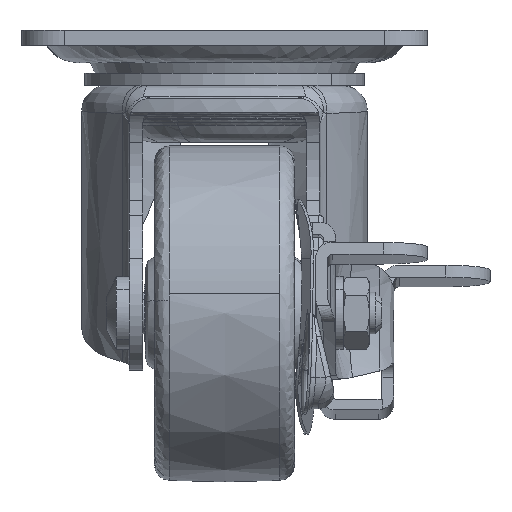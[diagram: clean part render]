
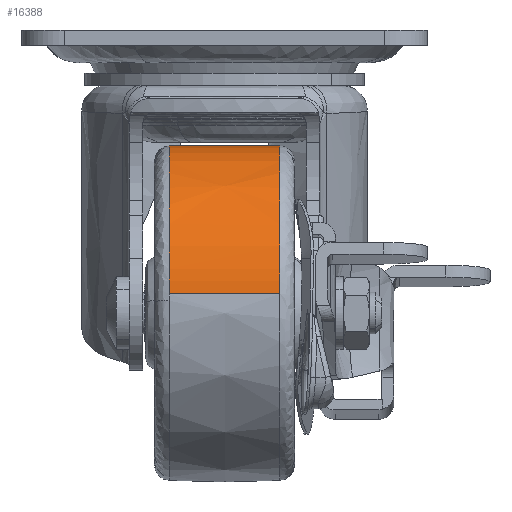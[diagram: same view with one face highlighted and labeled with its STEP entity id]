
A CAD part, left-side view. The second image highlights one B-rep face of the part: STEP entity #16388.
In plain terms, the highlighted free-form (B-spline) face has degree [2, 2] with [3, 3] control points.
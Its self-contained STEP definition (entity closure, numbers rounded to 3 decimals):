
#15094=CARTESIAN_POINT('',(0.0,-10.66,-22.284));
#15095=VERTEX_POINT('',#15094);
#15104=CARTESIAN_POINT('',(-32.,-10.66,-50.78));
#15105=VERTEX_POINT('',#15104);
#15106=CARTESIAN_POINT('',(0.0,-10.66,-22.284));
#15107=CARTESIAN_POINT('',(-1.587,-10.66,-22.284));
#15108=CARTESIAN_POINT('',(-5.127,-10.66,-22.546));
#15109=CARTESIAN_POINT('',(-10.665,-10.66,-23.894));
#15110=CARTESIAN_POINT('',(-16.02,-10.66,-26.344));
#15111=CARTESIAN_POINT('',(-20.083,-10.66,-29.19));
#15112=CARTESIAN_POINT('',(-23.552,-10.66,-32.369));
#15113=CARTESIAN_POINT('',(-26.37,-10.66,-35.764));
#15114=CARTESIAN_POINT('',(-28.714,-10.66,-39.708));
#15115=CARTESIAN_POINT('',(-30.816,-10.66,-44.528));
#15116=CARTESIAN_POINT('',(-31.705,-10.66,-48.234));
#15117=CARTESIAN_POINT('',(-32.,-10.66,-50.78));
#15118=B_SPLINE_CURVE_WITH_KNOTS('',3,(#15106,#15107,#15108,#15109,#15110,#15111,#15112,#15113,#15114,#15115,#15116,#15117),.UNSPECIFIED.,.F.,.U.,(4,1,1,1,1,1,1,1,1,4),(0.,4.761,10.62,17.029,22.34,25.452,31.129,35.523,39.186,46.876),.UNSPECIFIED.);
#15119=EDGE_CURVE('',#15095,#15105,#15118,.T.);
#15300=CARTESIAN_POINT('',(0.0,10.66,-22.284));
#15301=VERTEX_POINT('',#15300);
#15381=CARTESIAN_POINT('',(-32.,10.66,-50.78));
#15382=VERTEX_POINT('',#15381);
#15390=CARTESIAN_POINT('',(0.0,10.66,-22.284));
#15391=CARTESIAN_POINT('',(-2.075,10.66,-22.284));
#15392=CARTESIAN_POINT('',(-5.615,10.66,-22.628));
#15393=CARTESIAN_POINT('',(-10.166,10.66,-23.845));
#15394=CARTESIAN_POINT('',(-14.134,10.66,-25.447));
#15395=CARTESIAN_POINT('',(-18.451,10.66,-27.886));
#15396=CARTESIAN_POINT('',(-22.328,10.66,-31.09));
#15397=CARTESIAN_POINT('',(-25.446,10.66,-34.617));
#15398=CARTESIAN_POINT('',(-27.844,10.66,-38.089));
#15399=CARTESIAN_POINT('',(-29.602,10.66,-41.591));
#15400=CARTESIAN_POINT('',(-31.156,10.66,-45.901));
#15401=CARTESIAN_POINT('',(-31.768,10.66,-48.779));
#15402=CARTESIAN_POINT('',(-32.,10.66,-50.78));
#15403=B_SPLINE_CURVE_WITH_KNOTS('',3,(#15390,#15391,#15392,#15393,#15394,#15395,#15396,#15397,#15398,#15399,#15400,#15401,#15402),.UNSPECIFIED.,.F.,.U.,(4,1,1,1,1,1,1,1,1,1,4),(0.,6.226,10.62,14.1,19.044,25.452,29.115,33.143,38.087,40.834,46.876),.UNSPECIFIED.);
#15404=EDGE_CURVE('',#15301,#15382,#15403,.T.);
#16329=CARTESIAN_POINT('',(-32.,-10.66,-50.78));
#16330=CARTESIAN_POINT('',(-32.565,0.,-50.715));
#16331=CARTESIAN_POINT('',(-32.,10.66,-50.78));
#16339=(BOUNDED_CURVE()B_SPLINE_CURVE(2,(#16329,#16330,#16331),.UNSPECIFIED.,.F.,.U.)B_SPLINE_CURVE_WITH_KNOTS((3,3),(0.455,0.545),.UNSPECIFIED.)CURVE()GEOMETRIC_REPRESENTATION_ITEM()RATIONAL_B_SPLINE_CURVE((0.88,0.879,0.88))REPRESENTATION_ITEM(''));
#16340=EDGE_CURVE('',#15105,#15382,#16339,.T.);
#16346=CARTESIAN_POINT('',(0.0,-10.66,-22.284));
#16347=CARTESIAN_POINT('',(0.0,0.,-21.715));
#16348=CARTESIAN_POINT('',(0.0,10.66,-22.284));
#16356=(BOUNDED_CURVE()B_SPLINE_CURVE(2,(#16346,#16347,#16348),.UNSPECIFIED.,.F.,.U.)B_SPLINE_CURVE_WITH_KNOTS((3,3),(0.455,0.545),.UNSPECIFIED.)CURVE()GEOMETRIC_REPRESENTATION_ITEM()RATIONAL_B_SPLINE_CURVE((0.919,0.918,0.919))REPRESENTATION_ITEM(''));
#16357=EDGE_CURVE('',#15095,#15301,#16356,.T.);
#16365=CARTESIAN_POINT('',(0.0,-11.723,-22.344));
#16366=CARTESIAN_POINT('',(0.0,0.,-21.656));
#16367=CARTESIAN_POINT('',(0.0,11.723,-22.344));
#16368=CARTESIAN_POINT('',(-28.635,-11.723,-22.344));
#16369=CARTESIAN_POINT('',(-29.248,0.,-21.656));
#16370=CARTESIAN_POINT('',(-28.635,11.723,-22.344));
#16371=CARTESIAN_POINT('',(-31.941,-11.723,-50.787));
#16372=CARTESIAN_POINT('',(-32.625,0.,-50.708));
#16373=CARTESIAN_POINT('',(-31.941,11.723,-50.787));
#16381=(BOUNDED_SURFACE()B_SPLINE_SURFACE(2,2,((#16365,#16368,#16371),(#16366,#16369,#16372),(#16367,#16370,#16373)),.UNSPECIFIED.,.F.,.F.,.U.)B_SPLINE_SURFACE_WITH_KNOTS((3,3),(3,3),(0.0,23.466),(0.0,49.486),.UNSPECIFIED.)GEOMETRIC_REPRESENTATION_ITEM()RATIONAL_B_SPLINE_SURFACE(((0.92,0.672,0.88),(0.918,0.671,0.878),(0.92,0.672,0.88)))REPRESENTATION_ITEM('')SURFACE());
#16382=ORIENTED_EDGE('',*,*,#15119,.F.);
#16383=ORIENTED_EDGE('',*,*,#16357,.T.);
#16384=ORIENTED_EDGE('',*,*,#15404,.T.);
#16385=ORIENTED_EDGE('',*,*,#16340,.F.);
#16386=EDGE_LOOP('',(#16382,#16383,#16384,#16385));
#16387=FACE_OUTER_BOUND('',#16386,.T.);
#16388=ADVANCED_FACE('',(#16387),#16381,.T.);
